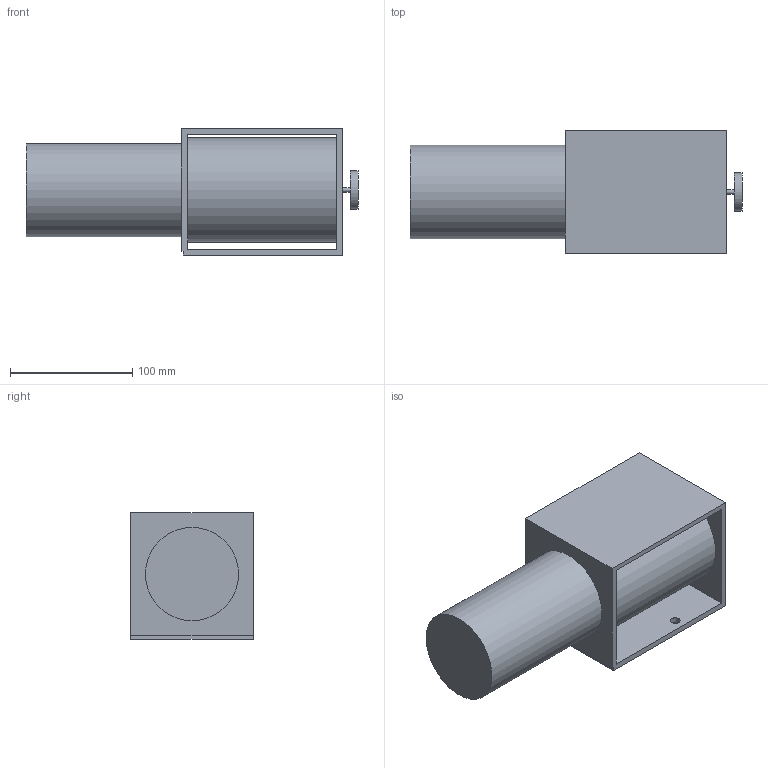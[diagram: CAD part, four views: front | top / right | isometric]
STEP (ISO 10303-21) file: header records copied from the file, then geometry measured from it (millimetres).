
FILE_DESCRIPTION(/* description */ (''),/* implementation_level */ '2;1');
FILE_NAME(/* name */ 'Winch v4.step',/* time_stamp */ '2016-06-01T13:36:36-07:00',/* author */ (''),/* organization */ (''),/* preprocessor_version */ 'ST-DEVELOPER v16.5',/* originating_system */ 'Autodesk Translation Framework v5.0.0.3310',/* authorisation */ '');
FILE_SCHEMA (('AUTOMOTIVE_DESIGN { 1 0 10303 214 3 1 1 }'));
Length unit declared in the file: centimetre
Products named in the file (1): Winch v4
Bounding box: 271.46 x 100.01 x 103.19 mm (x, y, z)
Volume: 1495526.4 mm3; surface area: 148441.3 mm2
Topology: 2 solids, 2 shells, 22 faces, 48 edges, 32 vertices
Faces by surface type: plane 16, cylinder 6
Full cylindrical faces by diameter (mm): 3.632 x1, 7.938 x2, 31.75 x1, 76.2 x1, 85.403 x1
Entity records: 613 total; most frequent: DIRECTION 100, CARTESIAN_POINT 97, ORIENTED_EDGE 84, EDGE_CURVE 42, EDGE_LOOP 38, AXIS2_PLACEMENT_3D 35, VERTEX_POINT 32, LINE 30
